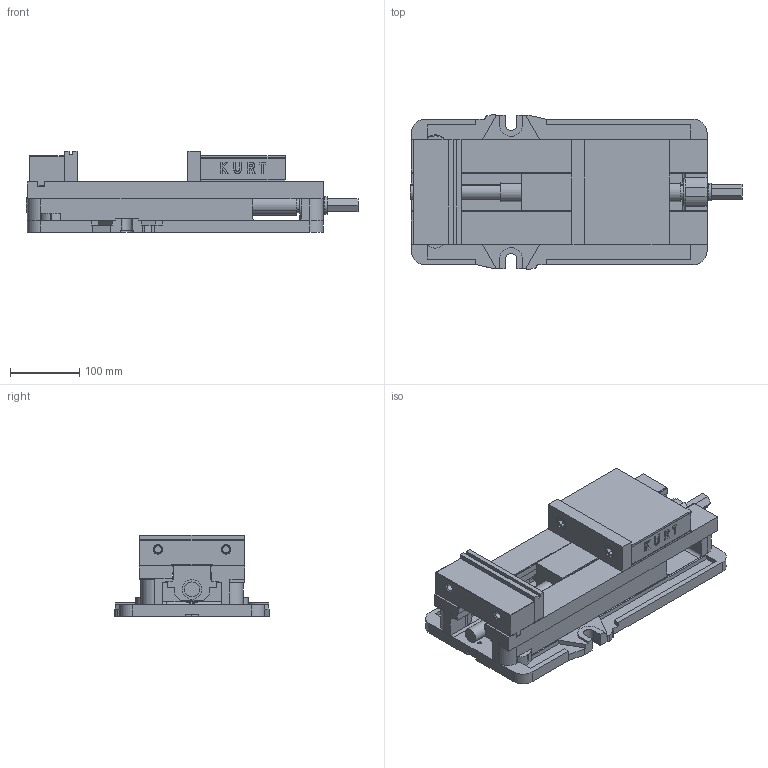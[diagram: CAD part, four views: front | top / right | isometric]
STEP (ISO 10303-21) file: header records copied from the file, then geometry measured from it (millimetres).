
FILE_DESCRIPTION((''),'2;1');
FILE_NAME('D688_ASM','2024-02-07T02:08:18',('Administrator'),(''),'CREO PARAMETRIC BY PTC INC, 2019292','CREO PARAMETRIC BY PTC INC, 2019292','');
FILE_SCHEMA(('AUTOMOTIVE_DESIGN { 1 0 10303 214 1 1 1 1 }'));
Length unit declared in the file: inch
Products named in the file (15): SOCKET_HEAD_CAP_SCREW_AI_HX-975; SOCKET_HEAD_CAP_SCREW_AI_H-1799; D688-1-1_2-1-SOLID1; D60-7-JAW-PLATE_2-1-SOLID1; D60-315-1_2-1-SOLID1; D675-6B_2-1-SOLID1; SOCKET_HEAD_CAP_SCREW_AI_-13744; SOCKET_HEAD_CAP_SCREW_AI_-20271; SCREW_2-1-SOLID1; D688-3_2-1-SOLID1; SOCKET_HEAD_CAP_SCREW_AI_-26209; D675-2_MACHINED_1-1-SOLID1; SOCKET_HEAD_CAP_SCREW_AI_-27004; D688_WEB_1_ASM; D688_ASM
Assembly tree (14 placements, depth 3):
  D688_ASM
    D688_WEB_1_ASM
      SOCKET_HEAD_CAP_SCREW_AI_HX-975
      SOCKET_HEAD_CAP_SCREW_AI_H-1799
      D688-1-1_2-1-SOLID1
      D60-7-JAW-PLATE_2-1-SOLID1
      D60-315-1_2-1-SOLID1
      D675-6B_2-1-SOLID1
      SOCKET_HEAD_CAP_SCREW_AI_-13744
      SOCKET_HEAD_CAP_SCREW_AI_-20271
      SCREW_2-1-SOLID1
      D688-3_2-1-SOLID1
      SOCKET_HEAD_CAP_SCREW_AI_-26209
      D675-2_MACHINED_1-1-SOLID1
      SOCKET_HEAD_CAP_SCREW_AI_-27004
Bounding box: 479.42 x 224.8 x 117.27 mm (x, y, z)
Volume: 4530629.4 mm3; surface area: 661376.7 mm2
Topology: 13 solids, 13 shells, 794 faces, 2085 edges, 1334 vertices
Faces by surface type: plane 529, cylinder 170, cone 65, extrusion 16, torus 14
Entity records: 26357 total; most frequent: CARTESIAN_POINT 5510, DIRECTION 4130, ORIENTED_EDGE 4114, EDGE_CURVE 2057, VECTOR 1536, LINE 1520, VERTEX_POINT 1334, AXIS2_PLACEMENT_3D 1297
